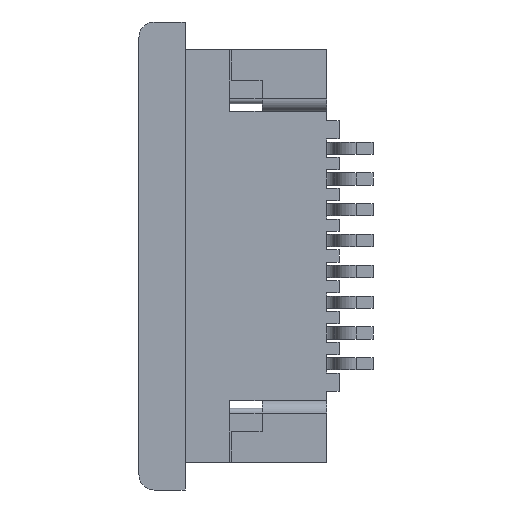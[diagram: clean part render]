
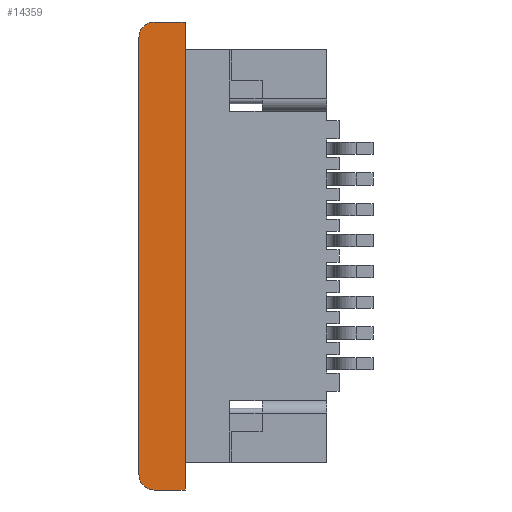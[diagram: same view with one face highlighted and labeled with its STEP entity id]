
A CAD part, left-side view. The second image highlights one B-rep face of the part: STEP entity #14359.
In plain terms, the highlighted planar face has unit normal (-1, 0, 0).
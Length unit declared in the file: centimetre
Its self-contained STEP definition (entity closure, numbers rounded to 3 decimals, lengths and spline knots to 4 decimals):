
#151=CIRCLE('',#14832,0.05);
#290=CIRCLE('',#15318,0.05);
#999=FACE_OUTER_BOUND('',#1722,.T.);
#1722=EDGE_LOOP('',(#12304,#12305,#12306,#12307,#12308,#12309,#12310,#12311));
#2342=LINE('',#20438,#4165);
#2358=LINE('',#20471,#4181);
#2777=LINE('',#21372,#4600);
#3383=LINE('',#22770,#5206);
#3406=LINE('',#22819,#5229);
#3409=LINE('',#22824,#5232);
#4165=VECTOR('',#16560,0.09);
#4181=VECTOR('',#16584,0.1);
#4600=VECTOR('',#17375,1.34);
#5206=VECTOR('',#18591,0.09);
#5229=VECTOR('',#18624,1.42);
#5232=VECTOR('',#18629,0.1);
#5904=VERTEX_POINT('',#20435);
#5905=VERTEX_POINT('',#20437);
#5918=VERTEX_POINT('',#20470);
#5938=VERTEX_POINT('',#20532);
#6214=VERTEX_POINT('',#21370);
#6701=VERTEX_POINT('',#22768);
#6722=VERTEX_POINT('',#22818);
#6723=VERTEX_POINT('',#22823);
#7466=EDGE_CURVE('',#5905,#5904,#2342,.T.);
#7482=EDGE_CURVE('',#5918,#5905,#2358,.T.);
#7513=EDGE_CURVE('',#5918,#5938,#151,.T.);
#7937=EDGE_CURVE('',#5904,#6214,#2777,.T.);
#8654=EDGE_CURVE('',#6701,#6214,#3383,.T.);
#8679=EDGE_CURVE('',#6722,#5938,#3406,.T.);
#8682=EDGE_CURVE('',#6723,#6701,#3409,.T.);
#8683=EDGE_CURVE('',#6723,#6722,#290,.T.);
#12304=ORIENTED_EDGE('',*,*,#7937,.T.);
#12305=ORIENTED_EDGE('',*,*,#8654,.F.);
#12306=ORIENTED_EDGE('',*,*,#8682,.F.);
#12307=ORIENTED_EDGE('',*,*,#8683,.T.);
#12308=ORIENTED_EDGE('',*,*,#8679,.T.);
#12309=ORIENTED_EDGE('',*,*,#7513,.F.);
#12310=ORIENTED_EDGE('',*,*,#7482,.T.);
#12311=ORIENTED_EDGE('',*,*,#7466,.T.);
#13677=PLANE('',#15317);
#14359=ADVANCED_FACE('',(#999),#13677,.T.);
#14832=AXIS2_PLACEMENT_3D('',#20533,#16637,#16638);
#15317=AXIS2_PLACEMENT_3D('',#22822,#18627,#18628);
#15318=AXIS2_PLACEMENT_3D('',#22825,#18630,#18631);
#16560=DIRECTION('',(0.,0.,1.));
#16584=DIRECTION('',(0.,-1.,0.));
#16637=DIRECTION('center_axis',(1.,0.,0.));
#16638=DIRECTION('ref_axis',(0.,0.,
-1.));
#17375=DIRECTION('',(0.,0.,1.));
#18591=DIRECTION('',(0.,0.,-1.));
#18624=DIRECTION('',(0.,0.,-1.));
#18627=DIRECTION('center_axis',(-1.,0.,0.));
#18628=DIRECTION('ref_axis',(0.,0.,-1.));
#18629=DIRECTION('',(0.,-1.,0.));
#18630=DIRECTION('center_axis',(-1.,0.,0.));
#18631=DIRECTION('ref_axis',(0.,0.,1.));
#20435=CARTESIAN_POINT('',(-0.2264,1.305,2.2875));
#20437=CARTESIAN_POINT('',(-0.2264,1.305,2.1975));
#20438=CARTESIAN_POINT('',(-0.2264,1.305,2.1925));
#20470=CARTESIAN_POINT('',(-0.2264,1.405,2.1975));
#20471=CARTESIAN_POINT('',(-0.2264,1.405,2.1975));
#20532=CARTESIAN_POINT('',(-0.2264,1.455,2.2475));
#20533=CARTESIAN_POINT('Origin',(-0.2264,1.405,2.2475));
#21370=CARTESIAN_POINT('',(-0.2264,1.305,3.6275));
#21372=CARTESIAN_POINT('',(-0.2264,1.305,2.725));
#22768=CARTESIAN_POINT('',(-0.2264,1.305,3.7175));
#22770=CARTESIAN_POINT('',(-0.2264,1.305,3.7225));
#22818=CARTESIAN_POINT('',(-0.2264,1.455,3.6675));
#22819=CARTESIAN_POINT('',(-0.2264,1.455,3.6725));
#22822=CARTESIAN_POINT('Origin',(-0.2264,1.455,3.7225));
#22823=CARTESIAN_POINT('',(-0.2264,1.405,3.7175));
#22824=CARTESIAN_POINT('',(-0.2264,1.405,3.7175));
#22825=CARTESIAN_POINT('Origin',(-0.2264,1.405,3.6675));
